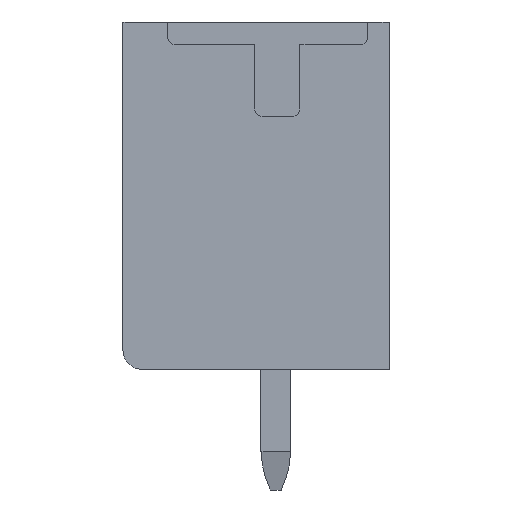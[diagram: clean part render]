
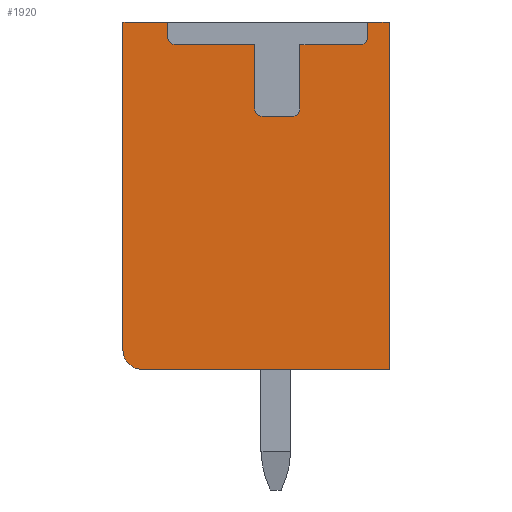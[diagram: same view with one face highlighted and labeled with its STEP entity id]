
A CAD part, left-side view. The second image highlights one B-rep face of the part: STEP entity #1920.
In plain terms, the highlighted planar face has unit normal (-1, 0, 0).
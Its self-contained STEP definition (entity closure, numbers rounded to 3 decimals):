
#1805=AXIS2_PLACEMENT_3D('Plane Axis2P3D',#1802,#1803,#1804) ;
#1816=AXIS2_PLACEMENT_3D('Circle Axis2P3D',#1814,#1815,$) ;
#1835=AXIS2_PLACEMENT_3D('Circle Axis2P3D',#1833,#1834,$) ;
#1856=AXIS2_PLACEMENT_3D('Circle Axis2P3D',#1854,#1855,$) ;
#1870=AXIS2_PLACEMENT_3D('Circle Axis2P3D',#1868,#1869,$) ;
#1891=AXIS2_PLACEMENT_3D('Circle Axis2P3D',#1889,#1890,$) ;
#824=CARTESIAN_POINT('Vertex',(0.3,0.56,12.4)) ;
#829=CARTESIAN_POINT('Line Origine',(0.3,0.28,12.4)) ;
#833=CARTESIAN_POINT('Vertex',(0.3,0.,12.4)) ;
#882=CARTESIAN_POINT('Vertex',(0.3,7.05,12.4)) ;
#885=CARTESIAN_POINT('Line Origine',(0.3,6.455,12.4)) ;
#889=CARTESIAN_POINT('Vertex',(0.3,5.86,12.4)) ;
#1779=CARTESIAN_POINT('Vertex',(0.3,0.56,12.)) ;
#1784=CARTESIAN_POINT('Line Origine',(0.3,0.56,12.2)) ;
#1802=CARTESIAN_POINT('Axis2P3D Location',(0.3,0.,0.)) ;
#1807=CARTESIAN_POINT('Line Origine',(0.3,7.05,8.05)) ;
#1811=CARTESIAN_POINT('Vertex',(0.3,7.05,3.7)) ;
#1814=CARTESIAN_POINT('Axis2P3D Location',(0.3,6.55,3.7)) ;
#1818=CARTESIAN_POINT('Vertex',(0.3,6.55,3.2)) ;
#1821=CARTESIAN_POINT('Line Origine',(0.3,3.275,3.2)) ;
#1825=CARTESIAN_POINT('Vertex',(0.3,0.,3.2)) ;
#1828=CARTESIAN_POINT('Line Origine',(0.3,0.,7.8)) ;
#1833=CARTESIAN_POINT('Axis2P3D Location',(0.3,0.76,12.)) ;
#1837=CARTESIAN_POINT('Vertex',(0.3,0.76,11.8)) ;
#1840=CARTESIAN_POINT('Line Origine',(0.3,1.56,11.8)) ;
#1844=CARTESIAN_POINT('Vertex',(0.3,2.36,11.8)) ;
#1847=CARTESIAN_POINT('Line Origine',(0.3,2.36,10.95)) ;
#1851=CARTESIAN_POINT('Vertex',(0.3,2.36,10.1)) ;
#1854=CARTESIAN_POINT('Axis2P3D Location',(0.3,2.56,10.1)) ;
#1858=CARTESIAN_POINT('Vertex',(0.3,2.56,9.9)) ;
#1861=CARTESIAN_POINT('Line Origine',(0.3,2.96,9.9)) ;
#1865=CARTESIAN_POINT('Vertex',(0.3,3.36,9.9)) ;
#1868=CARTESIAN_POINT('Axis2P3D Location',(0.3,3.36,10.1)) ;
#1872=CARTESIAN_POINT('Vertex',(0.3,3.56,10.1)) ;
#1875=CARTESIAN_POINT('Line Origine',(0.3,3.56,10.95)) ;
#1879=CARTESIAN_POINT('Vertex',(0.3,3.56,11.8)) ;
#1882=CARTESIAN_POINT('Line Origine',(0.3,4.61,11.8)) ;
#1886=CARTESIAN_POINT('Vertex',(0.3,5.66,11.8)) ;
#1889=CARTESIAN_POINT('Axis2P3D Location',(0.3,5.66,12.)) ;
#1893=CARTESIAN_POINT('Vertex',(0.3,5.86,12.)) ;
#1896=CARTESIAN_POINT('Line Origine',(0.3,5.86,12.2)) ;
#830=DIRECTION('Vector Direction',(0.,-1.,0.)) ;
#886=DIRECTION('Vector Direction',(0.,-1.,0.)) ;
#1785=DIRECTION('Vector Direction',(0.,0.,-1.)) ;
#1803=DIRECTION('Axis2P3D Direction',(-1.,0.,0.)) ;
#1804=DIRECTION('Axis2P3D XDirection',(0.,-1.,0.)) ;
#1808=DIRECTION('Vector Direction',(0.,0.,1.)) ;
#1815=DIRECTION('Axis2P3D Direction',(-1.,0.,0.)) ;
#1822=DIRECTION('Vector Direction',(0.,1.,0.)) ;
#1829=DIRECTION('Vector Direction',(0.,0.,-1.)) ;
#1834=DIRECTION('Axis2P3D Direction',(-1.,0.,0.)) ;
#1841=DIRECTION('Vector Direction',(0.,1.,0.)) ;
#1848=DIRECTION('Vector Direction',(0.,0.,-1.)) ;
#1855=DIRECTION('Axis2P3D Direction',(-1.,0.,0.)) ;
#1862=DIRECTION('Vector Direction',(0.,1.,0.)) ;
#1869=DIRECTION('Axis2P3D Direction',(-1.,0.,0.)) ;
#1876=DIRECTION('Vector Direction',(0.,0.,1.)) ;
#1883=DIRECTION('Vector Direction',(0.,1.,0.)) ;
#1890=DIRECTION('Axis2P3D Direction',(-1.,0.,0.)) ;
#1897=DIRECTION('Vector Direction',(0.,0.,1.)) ;
#831=VECTOR('Line Direction',#830,1.) ;
#887=VECTOR('Line Direction',#886,1.) ;
#1786=VECTOR('Line Direction',#1785,1.) ;
#1809=VECTOR('Line Direction',#1808,1.) ;
#1823=VECTOR('Line Direction',#1822,1.) ;
#1830=VECTOR('Line Direction',#1829,1.) ;
#1842=VECTOR('Line Direction',#1841,1.) ;
#1849=VECTOR('Line Direction',#1848,1.) ;
#1863=VECTOR('Line Direction',#1862,1.) ;
#1877=VECTOR('Line Direction',#1876,1.) ;
#1884=VECTOR('Line Direction',#1883,1.) ;
#1898=VECTOR('Line Direction',#1897,1.) ;
#1902=ORIENTED_EDGE('',*,*,#891,.T.) ;
#1903=ORIENTED_EDGE('',*,*,#1813,.T.) ;
#1904=ORIENTED_EDGE('',*,*,#1820,.T.) ;
#1905=ORIENTED_EDGE('',*,*,#1827,.T.) ;
#1906=ORIENTED_EDGE('',*,*,#1832,.T.) ;
#1907=ORIENTED_EDGE('',*,*,#835,.T.) ;
#1908=ORIENTED_EDGE('',*,*,#1788,.F.) ;
#1909=ORIENTED_EDGE('',*,*,#1839,.F.) ;
#1910=ORIENTED_EDGE('',*,*,#1846,.F.) ;
#1911=ORIENTED_EDGE('',*,*,#1853,.F.) ;
#1912=ORIENTED_EDGE('',*,*,#1860,.F.) ;
#1913=ORIENTED_EDGE('',*,*,#1867,.F.) ;
#1914=ORIENTED_EDGE('',*,*,#1874,.F.) ;
#1915=ORIENTED_EDGE('',*,*,#1881,.F.) ;
#1916=ORIENTED_EDGE('',*,*,#1888,.F.) ;
#1917=ORIENTED_EDGE('',*,*,#1895,.F.) ;
#1918=ORIENTED_EDGE('',*,*,#1900,.F.) ;
#1920=ADVANCED_FACE('HOUSING',(#1919),#1806,.T.) ;
#1817=CIRCLE('generated circle',#1816,0.5) ;
#1836=CIRCLE('generated circle',#1835,0.2) ;
#1857=CIRCLE('generated circle',#1856,0.2) ;
#1871=CIRCLE('generated circle',#1870,0.2) ;
#1892=CIRCLE('generated circle',#1891,0.2) ;
#835=EDGE_CURVE('',#834,#825,#832,.F.) ;
#891=EDGE_CURVE('',#890,#883,#888,.F.) ;
#1788=EDGE_CURVE('',#1780,#825,#1787,.F.) ;
#1813=EDGE_CURVE('',#883,#1812,#1810,.F.) ;
#1820=EDGE_CURVE('',#1812,#1819,#1817,.T.) ;
#1827=EDGE_CURVE('',#1819,#1826,#1824,.F.) ;
#1832=EDGE_CURVE('',#1826,#834,#1831,.F.) ;
#1839=EDGE_CURVE('',#1838,#1780,#1836,.T.) ;
#1846=EDGE_CURVE('',#1845,#1838,#1843,.F.) ;
#1853=EDGE_CURVE('',#1852,#1845,#1850,.F.) ;
#1860=EDGE_CURVE('',#1859,#1852,#1857,.T.) ;
#1867=EDGE_CURVE('',#1866,#1859,#1864,.F.) ;
#1874=EDGE_CURVE('',#1873,#1866,#1871,.T.) ;
#1881=EDGE_CURVE('',#1880,#1873,#1878,.F.) ;
#1888=EDGE_CURVE('',#1887,#1880,#1885,.F.) ;
#1895=EDGE_CURVE('',#1894,#1887,#1892,.T.) ;
#1900=EDGE_CURVE('',#890,#1894,#1899,.F.) ;
#1901=EDGE_LOOP('',(#1902,#1903,#1904,#1905,#1906,#1907,#1908,#1909,#1910,#1911,#1912,#1913,#1914,#1915,#1916,#1917,#1918)) ;
#1919=FACE_OUTER_BOUND('',#1901,.T.) ;
#832=LINE('Line',#829,#831) ;
#888=LINE('Line',#885,#887) ;
#1787=LINE('Line',#1784,#1786) ;
#1810=LINE('Line',#1807,#1809) ;
#1824=LINE('Line',#1821,#1823) ;
#1831=LINE('Line',#1828,#1830) ;
#1843=LINE('Line',#1840,#1842) ;
#1850=LINE('Line',#1847,#1849) ;
#1864=LINE('Line',#1861,#1863) ;
#1878=LINE('Line',#1875,#1877) ;
#1885=LINE('Line',#1882,#1884) ;
#1899=LINE('Line',#1896,#1898) ;
#1806=PLANE('',#1805) ;
#825=VERTEX_POINT('',#824) ;
#834=VERTEX_POINT('',#833) ;
#883=VERTEX_POINT('',#882) ;
#890=VERTEX_POINT('',#889) ;
#1780=VERTEX_POINT('',#1779) ;
#1812=VERTEX_POINT('',#1811) ;
#1819=VERTEX_POINT('',#1818) ;
#1826=VERTEX_POINT('',#1825) ;
#1838=VERTEX_POINT('',#1837) ;
#1845=VERTEX_POINT('',#1844) ;
#1852=VERTEX_POINT('',#1851) ;
#1859=VERTEX_POINT('',#1858) ;
#1866=VERTEX_POINT('',#1865) ;
#1873=VERTEX_POINT('',#1872) ;
#1880=VERTEX_POINT('',#1879) ;
#1887=VERTEX_POINT('',#1886) ;
#1894=VERTEX_POINT('',#1893) ;
